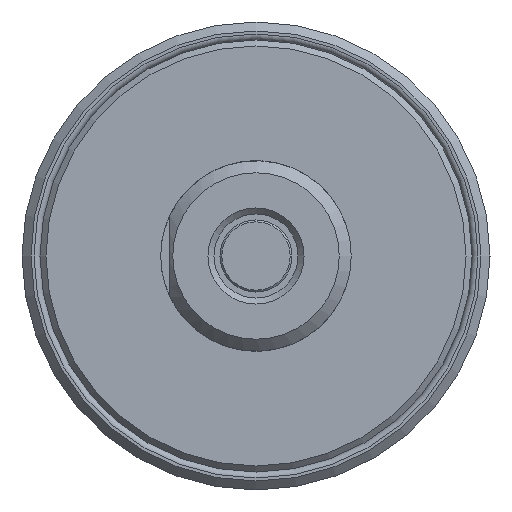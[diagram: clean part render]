
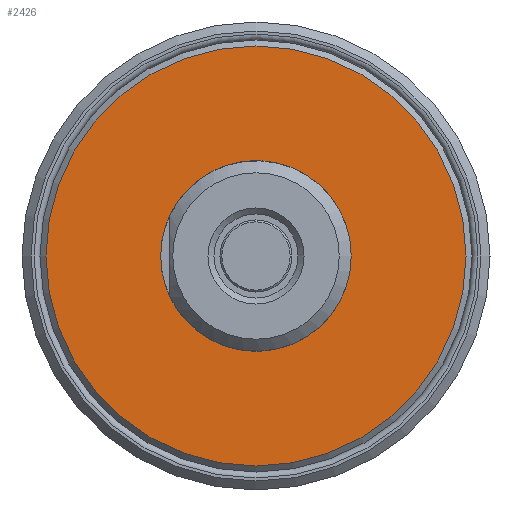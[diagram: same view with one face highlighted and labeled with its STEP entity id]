
A CAD part, left-side view. The second image highlights one B-rep face of the part: STEP entity #2426.
In plain terms, the highlighted planar face has unit normal (-1, 0, 0).
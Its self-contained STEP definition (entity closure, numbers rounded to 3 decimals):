
#22=FACE_BOUND('',#580,.T.);
#218=CIRCLE('',#2667,35.);
#219=CIRCLE('',#2668,35.);
#220=CIRCLE('',#2670,15.775);
#221=CIRCLE('',#2671,15.775);
#442=FACE_OUTER_BOUND('',#579,.T.);
#579=EDGE_LOOP('',(#1863,#1864));
#580=EDGE_LOOP('',(#1865,#1866));
#1030=VERTEX_POINT('',#4156);
#1031=VERTEX_POINT('',#4158);
#1032=VERTEX_POINT('',#4162);
#1033=VERTEX_POINT('',#4163);
#1353=EDGE_CURVE('',#1030,#1031,#218,.T.);
#1354=EDGE_CURVE('',#1031,#1030,#219,.T.);
#1355=EDGE_CURVE('',#1032,#1033,#220,.T.);
#1356=EDGE_CURVE('',#1033,#1032,#221,.T.);
#1863=ORIENTED_EDGE('',*,*,#1354,.F.);
#1864=ORIENTED_EDGE('',*,*,#1353,.F.);
#1865=ORIENTED_EDGE('',*,*,#1355,.T.);
#1866=ORIENTED_EDGE('',*,*,#1356,.T.);
#2350=PLANE('',#2669);
#2426=ADVANCED_FACE('',(#442,#22),#2350,.T.);
#2667=AXIS2_PLACEMENT_3D('',#4159,#3247,#3248);
#2668=AXIS2_PLACEMENT_3D('',#4160,#3249,#3250);
#2669=AXIS2_PLACEMENT_3D('',#4161,#3251,#3252);
#2670=AXIS2_PLACEMENT_3D('',#4164,#3253,#3254);
#2671=AXIS2_PLACEMENT_3D('',#4165,#3255,#3256);
#3247=DIRECTION('center_axis',(1.,0.,0.));
#3248=DIRECTION('ref_axis',(0.,0.,-1.));
#3249=DIRECTION('center_axis',(1.,0.,0.));
#3250=DIRECTION('ref_axis',(0.,0.,-1.));
#3251=DIRECTION('center_axis',(-1.,0.,0.));
#3252=DIRECTION('ref_axis',(0.,0.,1.));
#3253=DIRECTION('center_axis',(1.,0.,0.));
#3254=DIRECTION('ref_axis',(0.,0.,-1.));
#3255=DIRECTION('center_axis',(1.,0.,0.));
#3256=DIRECTION('ref_axis',(0.,0.,-1.));
#4156=CARTESIAN_POINT('',(0.,-35.,0.));
#4158=CARTESIAN_POINT('',(0.,35.,0.));
#4159=CARTESIAN_POINT('Origin',(0.,0.,
0.));
#4160=CARTESIAN_POINT('Origin',(0.,0.,
0.));
#4161=CARTESIAN_POINT('Origin',(0.,35.,0.));
#4162=CARTESIAN_POINT('',(0.,15.775,0.));
#4163=CARTESIAN_POINT('',(0.,0.,15.775));
#4164=CARTESIAN_POINT('Origin',(0.,0.,0.));
#4165=CARTESIAN_POINT('Origin',(0.,0.,0.));
